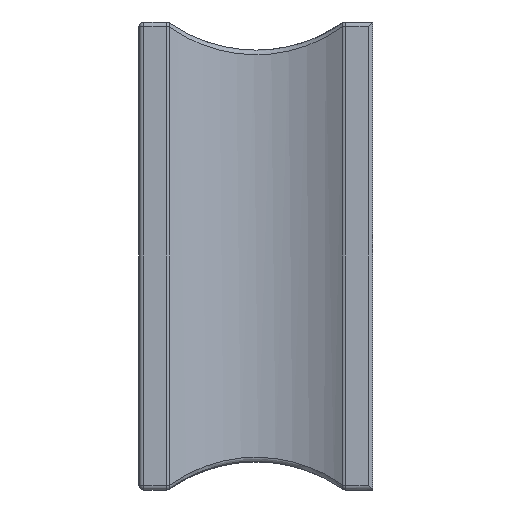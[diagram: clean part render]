
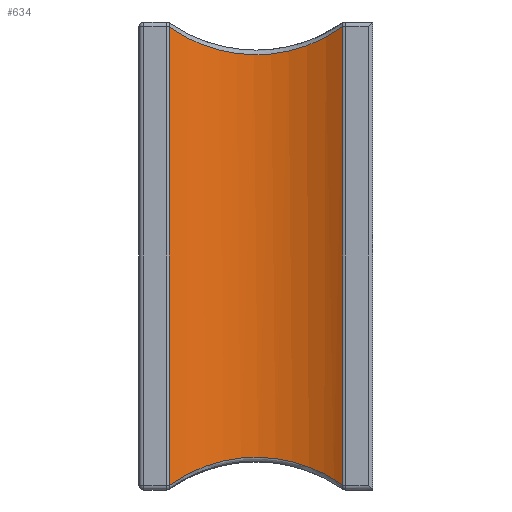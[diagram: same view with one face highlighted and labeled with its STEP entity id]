
A CAD part, left-side view. The second image highlights one B-rep face of the part: STEP entity #634.
In plain terms, the highlighted cylindrical face has radius 0.65 mm (diameter 1.3 mm), a partial arc.
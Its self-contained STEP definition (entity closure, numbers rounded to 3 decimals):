
#20 = CYLINDRICAL_SURFACE ( 'NONE', #1214, 0.65 ) ;
#44 = CARTESIAN_POINT ( 'NONE',  ( -1.086, 0.641, 0.815 ) ) ;
#108 = VERTEX_POINT ( 'NONE', #1110 ) ;
#116 = VECTOR ( 'NONE', #699, 1000. ) ;
#120 = CARTESIAN_POINT ( 'NONE',  ( -1.78, 0.5, 1. ) ) ;
#122 = VECTOR ( 'NONE', #1586, 1000. ) ;
#170 = VERTEX_POINT ( 'NONE', #696 ) ;
#181 = LINE ( 'NONE', #883, #116 ) ;
#231 = LINE ( 'NONE', #496, #122 ) ;
#266 = CARTESIAN_POINT ( 'NONE',  ( -1.246, 0.129, 0.98 ) ) ;
#281 = VERTEX_POINT ( 'NONE', #266 ) ;
#400 = CARTESIAN_POINT ( 'NONE',  ( -1.246, 0.871, 0.98 ) ) ;
#413 = DIRECTION ( 'NONE',  ( 0., 0., -1. ) ) ;
#415 =( BOUNDED_CURVE ( )  B_SPLINE_CURVE ( 3, ( #1838, #1359, #439, #596 ),
 .UNSPECIFIED., .F., .F. ) 
 B_SPLINE_CURVE_WITH_KNOTS ( ( 4, 4 ),
 ( 5.675, 6.891 ),
 .UNSPECIFIED. ) 
 CURVE ( )  GEOMETRIC_REPRESENTATION_ITEM ( )  RATIONAL_B_SPLINE_CURVE ( ( 1., 0.881, 0.881, 1. ) ) 
 REPRESENTATION_ITEM ( '' )  );
#439 = CARTESIAN_POINT ( 'NONE',  ( -1.086, 0.359, -0.815 ) ) ;
#491 = CARTESIAN_POINT ( 'NONE',  ( -1.086, 0.359, 0.815 ) ) ;
#496 = CARTESIAN_POINT ( 'NONE',  ( -1.246, 0.129, 1. ) ) ;
#596 = CARTESIAN_POINT ( 'NONE',  ( -1.246, 0.129, -0.98 ) ) ;
#624 = VERTEX_POINT ( 'NONE', #400 ) ;
#634 = ADVANCED_FACE ( 'NONE', ( #1054 ), #20, .F. ) ;
#696 = CARTESIAN_POINT ( 'NONE',  ( -1.246, 0.871, -0.98 ) ) ;
#699 = DIRECTION ( 'NONE',  ( 0., 0., -1. ) ) ;
#765 = EDGE_CURVE ( 'NONE', #281, #624, #822, .T. ) ;
#800 = EDGE_LOOP ( 'NONE', ( #906, #1681, #1579, #1599 ) ) ;
#822 =( BOUNDED_CURVE ( )  B_SPLINE_CURVE ( 3, ( #1403, #491, #44, #1114 ),
 .UNSPECIFIED., .F., .F. ) 
 B_SPLINE_CURVE_WITH_KNOTS ( ( 4, 4 ),
 ( 5.675, 6.891 ),
 .UNSPECIFIED. ) 
 CURVE ( )  GEOMETRIC_REPRESENTATION_ITEM ( )  RATIONAL_B_SPLINE_CURVE ( ( 1., 0.881, 0.881, 1. ) ) 
 REPRESENTATION_ITEM ( '' )  );
#883 = CARTESIAN_POINT ( 'NONE',  ( -1.246, 0.871, 1. ) ) ;
#906 = ORIENTED_EDGE ( 'NONE', *, *, #1859, .T. ) ;
#910 = EDGE_CURVE ( 'NONE', #624, #170, #181, .T. ) ;
#1054 = FACE_OUTER_BOUND ( 'NONE', #800, .T. ) ;
#1110 = CARTESIAN_POINT ( 'NONE',  ( -1.246, 0.129, -0.98 ) ) ;
#1114 = CARTESIAN_POINT ( 'NONE',  ( -1.246, 0.871, 0.98 ) ) ;
#1214 = AXIS2_PLACEMENT_3D ( 'NONE', #120, #413, #1953 ) ;
#1359 = CARTESIAN_POINT ( 'NONE',  ( -1.086, 0.641, -0.815 ) ) ;
#1403 = CARTESIAN_POINT ( 'NONE',  ( -1.246, 0.129, 0.98 ) ) ;
#1579 = ORIENTED_EDGE ( 'NONE', *, *, #765, .T. ) ;
#1586 = DIRECTION ( 'NONE',  ( 0., 0., 1. ) ) ;
#1599 = ORIENTED_EDGE ( 'NONE', *, *, #910, .T. ) ;
#1681 = ORIENTED_EDGE ( 'NONE', *, *, #1740, .T. ) ;
#1740 = EDGE_CURVE ( 'NONE', #108, #281, #231, .T. ) ;
#1838 = CARTESIAN_POINT ( 'NONE',  ( -1.246, 0.871, -0.98 ) ) ;
#1859 = EDGE_CURVE ( 'NONE', #170, #108, #415, .T. ) ;
#1953 = DIRECTION ( 'NONE',  ( -1., 0., 0. ) ) ;
